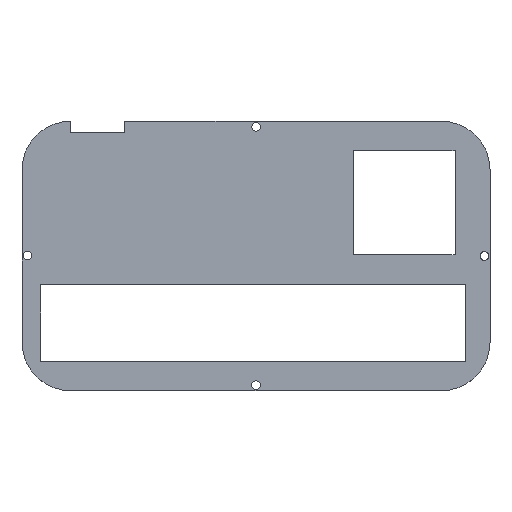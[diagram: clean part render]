
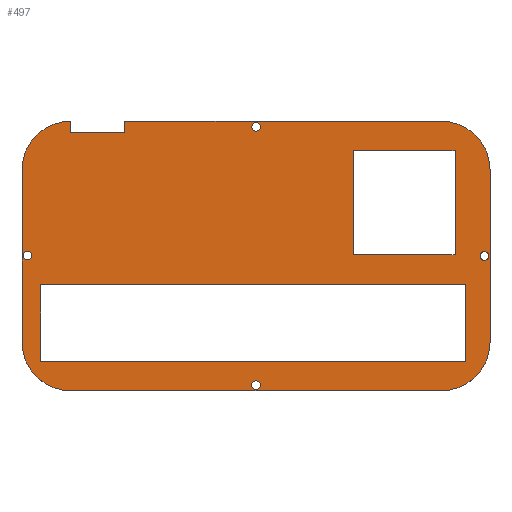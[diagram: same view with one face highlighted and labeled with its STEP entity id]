
A CAD part, top view. The second image highlights one B-rep face of the part: STEP entity #497.
In plain terms, the highlighted planar face has unit normal (0, 0, 1).
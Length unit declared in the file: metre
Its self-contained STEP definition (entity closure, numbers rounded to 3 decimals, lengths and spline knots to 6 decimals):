
#13=CIRCLE('',#518,0.012987);
#15=CIRCLE('',#522,0.012987);
#17=CIRCLE('',#526,0.012987);
#19=CIRCLE('',#530,0.012987);
#20=CIRCLE('',#537,0.00115);
#22=CIRCLE('',#540,0.00115);
#24=CIRCLE('',#543,0.00115);
#26=CIRCLE('',#549,0.00115);
#120=ORIENTED_EDGE('',*,*,#209,.T.);
#121=ORIENTED_EDGE('',*,*,#213,.T.);
#122=ORIENTED_EDGE('',*,*,#216,.T.);
#123=ORIENTED_EDGE('',*,*,#228,.F.);
#124=ORIENTED_EDGE('',*,*,#178,.F.);
#125=ORIENTED_EDGE('',*,*,#182,.F.);
#126=ORIENTED_EDGE('',*,*,#185,.F.);
#127=ORIENTED_EDGE('',*,*,#188,.T.);
#128=ORIENTED_EDGE('',*,*,#191,.F.);
#129=ORIENTED_EDGE('',*,*,#194,.T.);
#130=ORIENTED_EDGE('',*,*,#197,.F.);
#131=ORIENTED_EDGE('',*,*,#200,.F.);
#132=ORIENTED_EDGE('',*,*,#203,.F.);
#133=ORIENTED_EDGE('',*,*,#206,.F.);
#134=ORIENTED_EDGE('',*,*,#226,.F.);
#135=ORIENTED_EDGE('',*,*,#168,.T.);
#136=ORIENTED_EDGE('',*,*,#172,.T.);
#137=ORIENTED_EDGE('',*,*,#175,.F.);
#138=ORIENTED_EDGE('',*,*,#224,.F.);
#139=ORIENTED_EDGE('',*,*,#221,.F.);
#140=ORIENTED_EDGE('',*,*,#219,.F.);
#141=ORIENTED_EDGE('',*,*,#217,.F.);
#142=ORIENTED_EDGE('',*,*,#229,.F.);
#168=EDGE_CURVE('',#234,#233,#279,.T.);
#172=EDGE_CURVE('',#233,#236,#283,.T.);
#175=EDGE_CURVE('',#238,#236,#286,.T.);
#178=EDGE_CURVE('',#241,#242,#289,.T.);
#182=EDGE_CURVE('',#244,#241,#13,.T.);
#185=EDGE_CURVE('',#246,#244,#294,.T.);
#188=EDGE_CURVE('',#246,#248,#15,.T.);
#191=EDGE_CURVE('',#250,#248,#298,.T.);
#194=EDGE_CURVE('',#250,#252,#17,.T.);
#197=EDGE_CURVE('',#254,#252,#302,.T.);
#200=EDGE_CURVE('',#256,#254,#19,.T.);
#203=EDGE_CURVE('',#258,#256,#306,.T.);
#206=EDGE_CURVE('',#260,#258,#309,.T.);
#209=EDGE_CURVE('',#264,#263,#312,.T.);
#213=EDGE_CURVE('',#263,#266,#316,.T.);
#216=EDGE_CURVE('',#266,#268,#319,.T.);
#217=EDGE_CURVE('',#269,#269,#20,.T.);
#219=EDGE_CURVE('',#271,#271,#22,.T.);
#221=EDGE_CURVE('',#273,#273,#24,.T.);
#224=EDGE_CURVE('',#234,#238,#321,.T.);
#226=EDGE_CURVE('',#242,#260,#323,.T.);
#228=EDGE_CURVE('',#264,#268,#325,.T.);
#229=EDGE_CURVE('',#275,#275,#26,.T.);
#233=VERTEX_POINT('',#692);
#234=VERTEX_POINT('',#694);
#236=VERTEX_POINT('',#700);
#238=VERTEX_POINT('',#706);
#241=VERTEX_POINT('',#713);
#242=VERTEX_POINT('',#715);
#244=VERTEX_POINT('',#721);
#246=VERTEX_POINT('',#727);
#248=VERTEX_POINT('',#733);
#250=VERTEX_POINT('',#739);
#252=VERTEX_POINT('',#745);
#254=VERTEX_POINT('',#751);
#256=VERTEX_POINT('',#757);
#258=VERTEX_POINT('',#763);
#260=VERTEX_POINT('',#769);
#263=VERTEX_POINT('',#776);
#264=VERTEX_POINT('',#778);
#266=VERTEX_POINT('',#784);
#268=VERTEX_POINT('',#790);
#269=VERTEX_POINT('',#794);
#271=VERTEX_POINT('',#799);
#273=VERTEX_POINT('',#804);
#275=VERTEX_POINT('',#818);
#279=LINE('',#693,#328);
#283=LINE('',#701,#332);
#286=LINE('',#707,#335);
#289=LINE('',#714,#338);
#294=LINE('',#728,#343);
#298=LINE('',#740,#347);
#302=LINE('',#752,#351);
#306=LINE('',#764,#355);
#309=LINE('',#770,#358);
#312=LINE('',#777,#361);
#316=LINE('',#785,#365);
#319=LINE('',#791,#368);
#321=LINE('',#809,#370);
#323=LINE('',#812,#372);
#325=LINE('',#815,#374);
#328=VECTOR('',#559,1.);
#332=VECTOR('',#565,1.);
#335=VECTOR('',#570,1.);
#338=VECTOR('',#575,1.);
#343=VECTOR('',#588,1.);
#347=VECTOR('',#600,1.);
#351=VECTOR('',#612,1.);
#355=VECTOR('',#624,1.);
#358=VECTOR('',#629,1.);
#361=VECTOR('',#634,1.);
#365=VECTOR('',#640,1.);
#368=VECTOR('',#645,1.);
#370=VECTOR('',#667,1.);
#372=VECTOR('',#671,1.);
#374=VECTOR('',#675,1.);
#402=EDGE_LOOP('',(#120,#121,#122,#123));
#403=EDGE_LOOP('',(#124,#125,#126,#127,#128,#129,#130,#131,#132,#133,#134));
#404=EDGE_LOOP('',(#135,#136,#137,#138));
#405=EDGE_LOOP('',(#139));
#406=EDGE_LOOP('',(#140));
#407=EDGE_LOOP('',(#141));
#408=EDGE_LOOP('',(#142));
#443=FACE_BOUND('',#402,.T.);
#444=FACE_BOUND('',#403,.T.);
#445=FACE_BOUND('',#404,.T.);
#446=FACE_BOUND('',#405,.T.);
#447=FACE_BOUND('',#406,.T.);
#448=FACE_BOUND('',#407,.T.);
#449=FACE_BOUND('',#408,.T.);
#472=PLANE('',#551);
#497=ADVANCED_FACE('',(#443,#444,#445,#446,#447,#448,#449),#472,.T.);
#518=AXIS2_PLACEMENT_3D('',#722,#582,#583);
#522=AXIS2_PLACEMENT_3D('',#734,#594,#595);
#526=AXIS2_PLACEMENT_3D('',#746,#606,#607);
#530=AXIS2_PLACEMENT_3D('',#758,#618,#619);
#537=AXIS2_PLACEMENT_3D('',#793,#648,#649);
#540=AXIS2_PLACEMENT_3D('',#798,#654,#655);
#543=AXIS2_PLACEMENT_3D('',#803,#660,#661);
#549=AXIS2_PLACEMENT_3D('',#817,#678,#679);
#551=AXIS2_PLACEMENT_3D('',#821,#682,#683);
#559=DIRECTION('',(0.,1.,0.));
#565=DIRECTION('',(1.,0.,0.));
#570=DIRECTION('',(0.,1.,0.));
#575=DIRECTION('',(0.,-1.,0.));
#582=DIRECTION('',(0.,0.,-1.));
#583=DIRECTION('',(1.,0.,0.));
#588=DIRECTION('',(0.,1.,0.));
#594=DIRECTION('',(0.,0.,1.));
#595=DIRECTION('',(1.,0.,0.));
#600=DIRECTION('',(-1.,0.,0.));
#606=DIRECTION('',(0.,0.,1.));
#607=DIRECTION('',(1.,0.,0.));
#612=DIRECTION('',(0.,-1.,0.));
#618=DIRECTION('',(0.,0.,-1.));
#619=DIRECTION('',(1.,0.,0.));
#624=DIRECTION('',(1.,0.,0.));
#629=DIRECTION('',(0.,1.,0.));
#634=DIRECTION('',(0.,1.,0.));
#640=DIRECTION('',(1.,0.,0.));
#645=DIRECTION('',(0.,-1.,0.));
#648=DIRECTION('',(0.,0.,1.));
#649=DIRECTION('',(1.,0.,0.));
#654=DIRECTION('',(0.,0.,1.));
#655=DIRECTION('',(1.,0.,0.));
#660=DIRECTION('',(0.,0.,1.));
#661=DIRECTION('',(1.,0.,0.));
#667=DIRECTION('',(1.,0.,0.));
#671=DIRECTION('',(1.,0.,0.));
#675=DIRECTION('',(1.,0.,0.));
#678=DIRECTION('',(0.,0.,1.));
#679=DIRECTION('',(1.,0.,0.));
#682=DIRECTION('',(0.,0.,1.));
#683=DIRECTION('',(1.,0.,0.));
#692=CARTESIAN_POINT('',(0.02591,-0.006411,0.002));
#693=CARTESIAN_POINT('',(0.02591,-0.020311,0.002));
#694=CARTESIAN_POINT('',(0.02591,-0.034211,0.002));
#700=CARTESIAN_POINT('',(0.05311,-0.006411,0.002));
#701=CARTESIAN_POINT('',(0.03951,-0.006411,0.002));
#706=CARTESIAN_POINT('',(0.05311,-0.034211,0.002));
#707=CARTESIAN_POINT('',(0.05311,-0.020311,0.002));
#713=CARTESIAN_POINT('',(-0.049536,0.0015,0.002));
#714=CARTESIAN_POINT('',(-0.049536,-0.000017,0.002));
#715=CARTESIAN_POINT('',(-0.049536,-0.001535,0.002));
#721=CARTESIAN_POINT('',(-0.062523,-0.011487,0.002));
#722=CARTESIAN_POINT('',(-0.049536,-0.011487,0.002));
#727=CARTESIAN_POINT('',(-0.062523,-0.057487,0.002));
#728=CARTESIAN_POINT('',(-0.062523,-0.026838,0.002));
#733=CARTESIAN_POINT('',(-0.049536,-0.070474,0.002));
#734=CARTESIAN_POINT('',(-0.049536,-0.057487,0.002));
#739=CARTESIAN_POINT('',(0.049464,-0.070474,0.002));
#740=CARTESIAN_POINT('',(-0.000036,-0.070474,0.002));
#745=CARTESIAN_POINT('',(0.062451,-0.057487,0.002));
#746=CARTESIAN_POINT('',(0.049464,-0.057487,0.002));
#751=CARTESIAN_POINT('',(0.062451,-0.011487,0.002));
#752=CARTESIAN_POINT('',(0.062451,-0.026838,0.002));
#757=CARTESIAN_POINT('',(0.049464,0.0015,0.002));
#758=CARTESIAN_POINT('',(0.049464,-0.011487,0.002));
#763=CARTESIAN_POINT('',(-0.035058,0.0015,0.002));
#764=CARTESIAN_POINT('',(0.007203,0.0015,0.002));
#769=CARTESIAN_POINT('',(-0.035058,-0.001535,0.002));
#770=CARTESIAN_POINT('',(-0.035058,-0.000017,0.002));
#776=CARTESIAN_POINT('',(-0.057581,-0.04219,0.002));
#777=CARTESIAN_POINT('',(-0.057581,-0.052397,0.002));
#778=CARTESIAN_POINT('',(-0.057581,-0.062604,0.002));
#784=CARTESIAN_POINT('',(0.056026,-0.04219,0.002));
#785=CARTESIAN_POINT('',(-0.000778,-0.04219,0.002));
#790=CARTESIAN_POINT('',(0.056026,-0.062604,0.002));
#791=CARTESIAN_POINT('',(0.056026,-0.052397,0.002));
#793=CARTESIAN_POINT('',(-0.061023,-0.034373,0.002));
#794=CARTESIAN_POINT('',(-0.059873,-0.034373,0.002));
#798=CARTESIAN_POINT('',(0.060951,-0.034487,0.002));
#799=CARTESIAN_POINT('',(0.062101,-0.034487,0.002));
#803=CARTESIAN_POINT('',(0.,0.,0.002));
#804=CARTESIAN_POINT('',(0.00115,0.,0.002));
#809=CARTESIAN_POINT('',(0.03951,-0.034211,0.002));
#812=CARTESIAN_POINT('',(-0.042297,-0.001535,0.002));
#815=CARTESIAN_POINT('',(-0.000778,-0.062604,0.002));
#817=CARTESIAN_POINT('',(-0.000036,-0.068974,0.002));
#818=CARTESIAN_POINT('',(0.001114,-0.068974,0.002));
#821=CARTESIAN_POINT('',(-0.000036,-0.034487,0.002));
